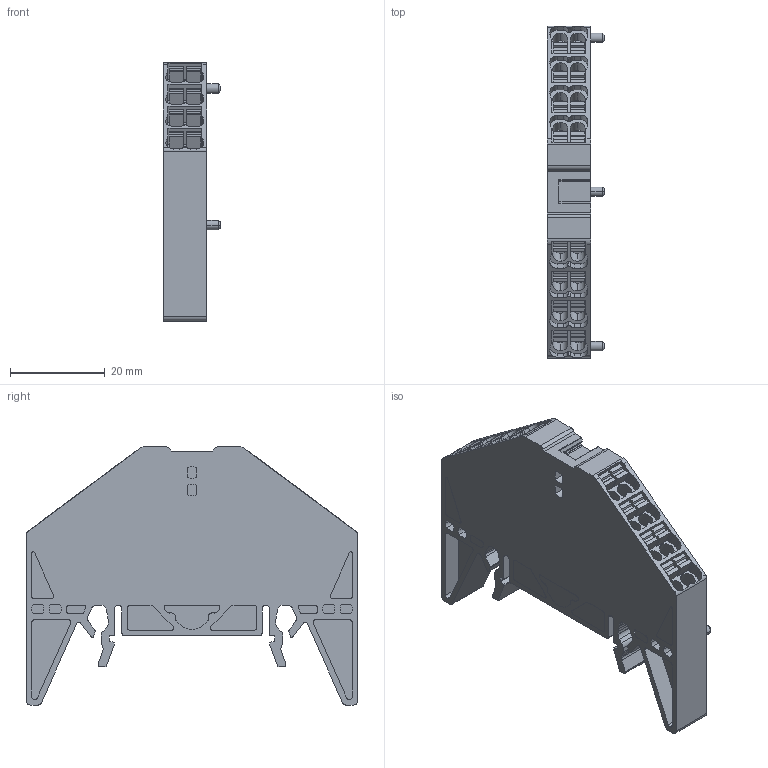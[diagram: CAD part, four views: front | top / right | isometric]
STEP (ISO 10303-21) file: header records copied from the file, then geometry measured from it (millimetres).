
FILE_DESCRIPTION(('CATIA V5R24 STEP','CAx-IF Rec.Pracs.--- Model Styling and Organization---1.2---2011-12-15'),'2;1');
FILE_NAME ('D1450367_0', '2017-04-28T06:18:55+00:00', ('Weidmueller Interface'), ('Weidmueller'), 'CATIA Version 5-6 Release 2014 SP4 HF52', 'CATIA V5 STEP AP214', 'none');
FILE_SCHEMA(('AUTOMOTIVE_DESIGN { 1 0 10303 214 1 1 1 1 }'));
Length unit declared in the file: millimetre
Products named in the file (1): v5-standard_part
Bounding box: 12.2 x 70 x 54.5 mm (x, y, z)
Volume: 18539.5 mm3; surface area: 12390.2 mm2
Topology: 17 solids, 17 shells, 774 faces, 2064 edges, 1374 vertices
Faces by surface type: plane 440, cylinder 328, cone 6
Entity records: 24202 total; most frequent: CARTESIAN_POINT 5193, ORIENTED_EDGE 4128, DIRECTION 3436, EDGE_CURVE 2064, VECTOR 1386, LINE 1386, VERTEX_POINT 1374, AXIS2_PLACEMENT_3D 1290
